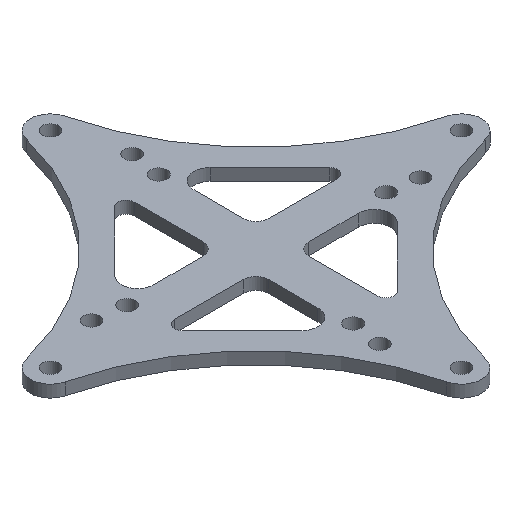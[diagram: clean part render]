
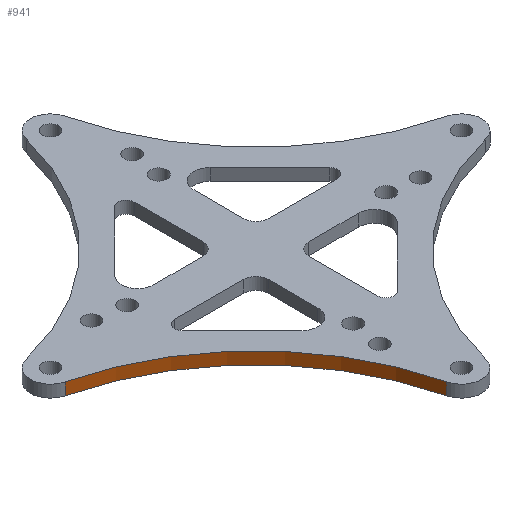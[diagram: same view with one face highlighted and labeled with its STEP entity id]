
A CAD part, isometric view. The second image highlights one B-rep face of the part: STEP entity #941.
In plain terms, the highlighted cylindrical face has radius 32.058 mm (diameter 64.116 mm), a partial arc.
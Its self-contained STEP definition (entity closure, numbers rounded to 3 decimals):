
#103=CIRCLE('',#1058,32.058);
#104=CIRCLE('',#1059,32.058);
#139=CYLINDRICAL_SURFACE('',#1057,32.058);
#183=FACE_OUTER_BOUND('',#229,.T.);
#229=EDGE_LOOP('',(#783,#784,#785,#786));
#331=LINE('',#1604,#399);
#332=LINE('',#1610,#400);
#399=VECTOR('',#1329,10.);
#400=VECTOR('',#1336,10.);
#483=VERTEX_POINT('',#1600);
#484=VERTEX_POINT('',#1602);
#485=VERTEX_POINT('',#1606);
#486=VERTEX_POINT('',#1608);
#611=EDGE_CURVE('',#483,#484,#331,.T.);
#612=EDGE_CURVE('',#483,#485,#103,.T.);
#613=EDGE_CURVE('',#486,#484,#104,.T.);
#614=EDGE_CURVE('',#485,#486,#332,.T.);
#783=ORIENTED_EDGE('',*,*,#612,.F.);
#784=ORIENTED_EDGE('',*,*,#611,.T.);
#785=ORIENTED_EDGE('',*,*,#613,.F.);
#786=ORIENTED_EDGE('',*,*,#614,.F.);
#941=ADVANCED_FACE('',(#183),#139,.F.);
#1057=AXIS2_PLACEMENT_3D('',#1605,#1330,#1331);
#1058=AXIS2_PLACEMENT_3D('',#1607,#1332,#1333);
#1059=AXIS2_PLACEMENT_3D('',#1609,#1334,#1335);
#1329=DIRECTION('',(0.,0.,1.));
#1330=DIRECTION('center_axis',(0.,0.,1.));
#1331=DIRECTION('ref_axis',(0.972,0.235,0.));
#1332=DIRECTION('center_axis',(0.,0.,1.));
#1333=DIRECTION('ref_axis',(0.972,0.235,0.));
#1334=DIRECTION('center_axis',(0.,0.,-1.));
#1335=DIRECTION('ref_axis',(0.972,0.235,0.));
#1336=DIRECTION('',(0.,0.,1.));
#1600=CARTESIAN_POINT('',(-2.43,-26.044,0.));
#1602=CARTESIAN_POINT('',(-2.43,-26.044,1.5));
#1604=CARTESIAN_POINT('',(-2.43,-26.044,0.));
#1605=CARTESIAN_POINT('Origin',(-33.588,-33.588,0.));
#1606=CARTESIAN_POINT('',(-26.044,-2.43,0.));
#1607=CARTESIAN_POINT('Origin',(-33.588,-33.588,0.));
#1608=CARTESIAN_POINT('',(-26.044,-2.43,1.5));
#1609=CARTESIAN_POINT('Origin',(-33.588,-33.588,1.5));
#1610=CARTESIAN_POINT('',(-26.044,-2.43,0.));
